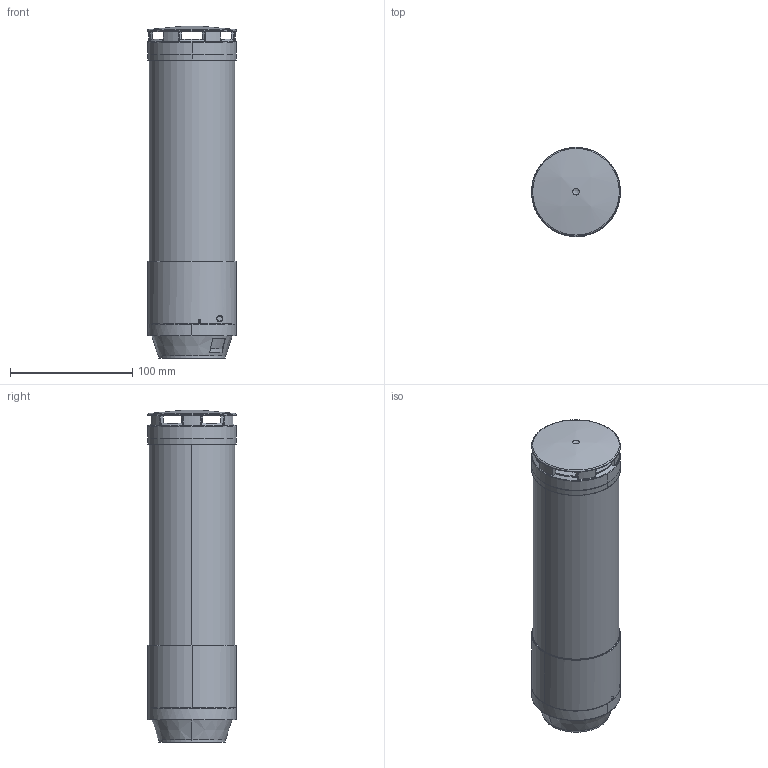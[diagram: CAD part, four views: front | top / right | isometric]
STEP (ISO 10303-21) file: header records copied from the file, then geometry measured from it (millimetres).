
FILE_DESCRIPTION (( 'STEP AP203' ), '1' );
FILE_NAME ('65710055.step', '2023-02-15T20:38:42', ( '' ), ( '' ), 'SwSTEP 2.0', 'SolidWorks 2021', '' );
FILE_SCHEMA (( 'CONFIG_CONTROL_DESIGN' ));
Length unit declared in the file: inch
Products named in the file (1): 65710055
Bounding box: 72.5 x 72.5 x 271.18 mm (x, y, z)
Volume: 1001586 mm3; surface area: 78789.2 mm2
Topology: 1 solids, 2 shells, 414 faces, 1079 edges, 689 vertices
Faces by surface type: plane 137, cylinder 127, bspline 102, cone 48
Entity records: 17120 total; most frequent: CARTESIAN_POINT 7684, ORIENTED_EDGE 2126, DIRECTION 1695, EDGE_CURVE 1063, VERTEX_POINT 689, AXIS2_PLACEMENT_3D 671, EDGE_LOOP 466, FACE_OUTER_BOUND 414
